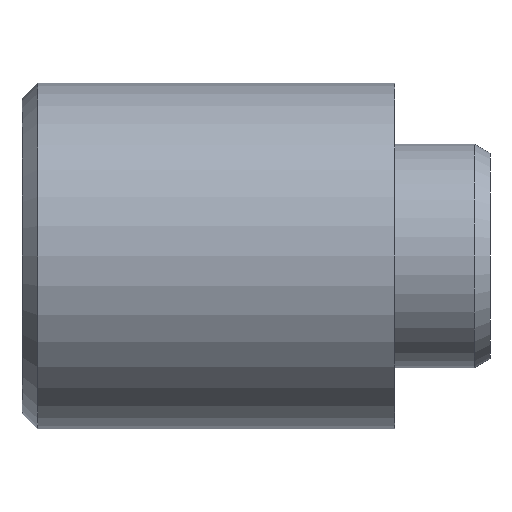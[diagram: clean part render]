
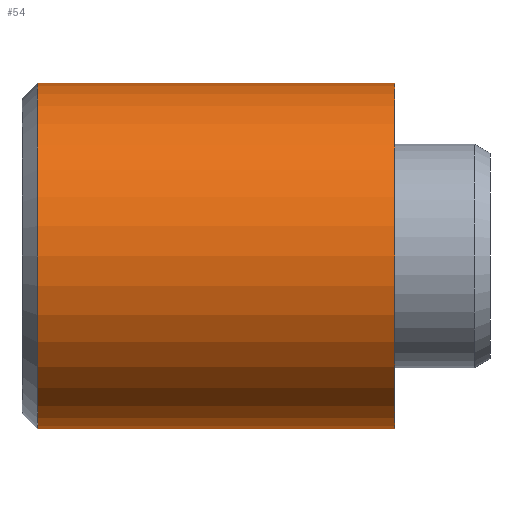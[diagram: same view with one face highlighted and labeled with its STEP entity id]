
A CAD part, left-side view. The second image highlights one B-rep face of the part: STEP entity #54.
In plain terms, the highlighted cylindrical face has radius 2.78 mm (diameter 5.56 mm), a partial arc.
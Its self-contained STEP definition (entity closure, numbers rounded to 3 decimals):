
#1 = EDGE_CURVE ( 'NONE', #523, #214, #32, .T. ) ;
#2 = CARTESIAN_POINT ( 'NONE',  ( 0., 0., 0. ) ) ;
#3 = DIRECTION ( 'NONE',  ( 0., 0., 1. ) ) ;
#5 = DIRECTION ( 'NONE',  ( 0., 1., 0. ) ) ;
#13 = DIRECTION ( 'NONE',  ( 0., 1., 0. ) ) ;
#16 = CARTESIAN_POINT ( 'NONE',  ( 0., 5.75, -2.78 ) ) ;
#18 = DIRECTION ( 'NONE',  ( 0., 1., 0. ) ) ;
#31 = ORIENTED_EDGE ( 'NONE', *, *, #1, .T. ) ;
#32 = CIRCLE ( 'NONE', #108, 2.78 ) ;
#42 = EDGE_CURVE ( 'NONE', #292, #116, #348, .T. ) ;
#46 = CARTESIAN_POINT ( 'NONE',  ( 0., 5.75, 0. ) ) ;
#50 = CARTESIAN_POINT ( 'NONE',  ( 0., 0., 2.78 ) ) ;
#54 = ADVANCED_FACE ( 'NONE', ( #385 ), #382, .T. ) ;
#85 = AXIS2_PLACEMENT_3D ( 'NONE', #170, #267, #3 ) ;
#86 = DIRECTION ( 'NONE',  ( 0., 0., 1. ) ) ;
#90 = CARTESIAN_POINT ( 'NONE',  ( 0., 36.602, -2.78 ) ) ;
#102 = EDGE_LOOP ( 'NONE', ( #440, #375, #367, #31 ) ) ;
#108 = AXIS2_PLACEMENT_3D ( 'NONE', #46, #257, #254 ) ;
#116 = VERTEX_POINT ( 'NONE', #50 ) ;
#168 = VECTOR ( 'NONE', #18, 1000. ) ;
#170 = CARTESIAN_POINT ( 'NONE',  ( 0., 36.602, 0. ) ) ;
#180 = VECTOR ( 'NONE', #13, 1000. ) ;
#190 = EDGE_CURVE ( 'NONE', #292, #214, #462, .T. ) ;
#214 = VERTEX_POINT ( 'NONE', #16 ) ;
#227 = LINE ( 'NONE', #277, #180 ) ;
#234 = CARTESIAN_POINT ( 'NONE',  ( 0., 0., -2.78 ) ) ;
#254 = DIRECTION ( 'NONE',  ( 0., 0., -1. ) ) ;
#257 = DIRECTION ( 'NONE',  ( 0., -1., 0. ) ) ;
#267 = DIRECTION ( 'NONE',  ( 0., 1., 0. ) ) ;
#268 = AXIS2_PLACEMENT_3D ( 'NONE', #2, #5, #86 ) ;
#277 = CARTESIAN_POINT ( 'NONE',  ( 0., 36.602, 2.78 ) ) ;
#292 = VERTEX_POINT ( 'NONE', #234 ) ;
#317 = EDGE_CURVE ( 'NONE', #116, #523, #227, .T. ) ;
#348 = CIRCLE ( 'NONE', #268, 2.78 ) ;
#367 = ORIENTED_EDGE ( 'NONE', *, *, #317, .T. ) ;
#375 = ORIENTED_EDGE ( 'NONE', *, *, #42, .T. ) ;
#382 = CYLINDRICAL_SURFACE ( 'NONE', #85, 2.78 ) ;
#385 = FACE_OUTER_BOUND ( 'NONE', #102, .T. ) ;
#440 = ORIENTED_EDGE ( 'NONE', *, *, #190, .F. ) ;
#462 = LINE ( 'NONE', #90, #168 ) ;
#489 = CARTESIAN_POINT ( 'NONE',  ( 0., 5.75, 2.78 ) ) ;
#523 = VERTEX_POINT ( 'NONE', #489 ) ;
